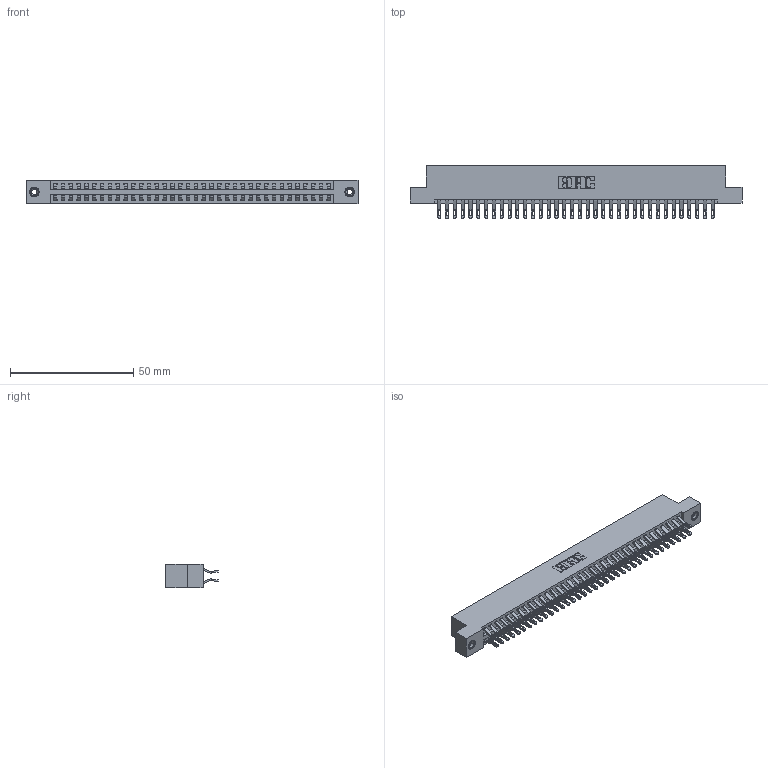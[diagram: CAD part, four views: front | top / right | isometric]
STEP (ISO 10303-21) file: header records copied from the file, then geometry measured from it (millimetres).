
FILE_DESCRIPTION (( 'STEP AP203' ), '1' );
FILE_NAME ('346-072-555-208.STEP', '2022-05-25T00:21:59', ( '' ), ( '' ), 'SwSTEP 2.0', 'SolidWorks 2020', '' );
FILE_SCHEMA (( 'CONFIG_CONTROL_DESIGN' ));
Length unit declared in the file: inch
Products named in the file (4): 346-072-555-208; 345-250-001_345-250-003-102; 346 Part_Flush Mounting Lugs - 0.156 Dia-TI; 345-292-001_555 Tail
Assembly tree (75 placements, depth 2):
  346-072-555-208
    346 Part_Flush Mounting Lugs - 0.156 Dia-TI
    345-292-001_555 Tail  x72
    345-250-001_345-250-003-102  x2
Bounding box: 134.87 x 21.46 x 9.4 mm (x, y, z)
Volume: 13307.6 mm3; surface area: 18962.4 mm2
Topology: 75 solids, 75 shells, 4358 faces, 13641 edges, 9086 vertices
Faces by surface type: plane 2484, cylinder 1858, cone 12, torus 4
Entity records: 25814 total; most frequent: CARTESIAN_POINT 4281, ORIENTED_EDGE 4178, DIRECTION 3819, EDGE_CURVE 2089, VECTOR 1773, LINE 1773, VERTEX_POINT 1388, AXIS2_PLACEMENT_3D 1023
